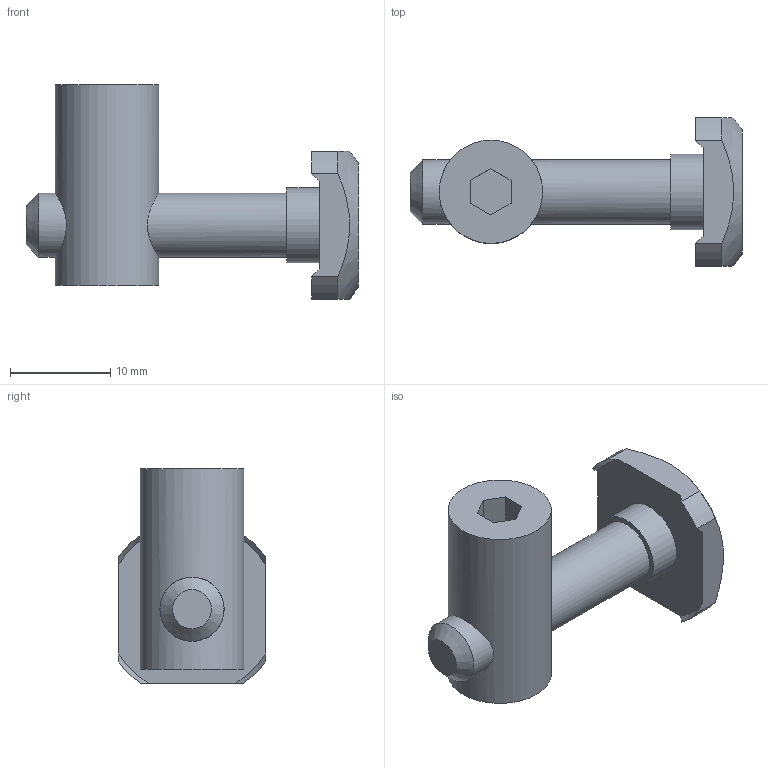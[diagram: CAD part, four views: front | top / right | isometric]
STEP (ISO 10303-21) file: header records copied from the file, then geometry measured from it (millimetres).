
FILE_DESCRIPTION(/* description */ (''),/* implementation_level */ '2;1');
FILE_NAME(/* name */ '128000',/* time_stamp */ '2014-10-06T12:09:45+02:00',/* author */ (''),/* organization */ (''),/* preprocessor_version */ 'ST-DEVELOPER v14',/* originating_system */ 'HiCAD 2013 1802.4 Build 509',/* authorisation */ '');
FILE_SCHEMA (('AUTOMOTIVE_DESIGN { 1 0 10303 214 1 1 1 1 }'));
Length unit declared in the file: millimetre
Products named in the file (2): Root; 128000Basisverbinding 8E / GV-0BOIKON
Assembly tree (1 placements, depth 2):
  Root
    128000Basisverbinding 8E / GV-0BOIKON
Bounding box: 33.1 x 14.75 x 21.38 mm (x, y, z)
Volume: 2965.1 mm3; surface area: 1821 mm2
Topology: 1 solids, 1 shells, 31 faces, 75 edges, 51 vertices
Faces by surface type: plane 17, cylinder 8, cone 6
Full cylindrical faces by diameter (mm): 6.4 x2, 7.5 x1, 10.3 x1
Entity records: 2854 total; most frequent: CARTESIAN_POINT 1476, DIRECTION 160, PRESENTATION_STYLE_ASSIGNMENT 129, COLOUR_RGB 129, DRAUGHTING_PRE_DEFINED_CURVE_FONT 128, CURVE_STYLE 128, OVER_RIDING_STYLED_ITEM 128, ORIENTED_EDGE 128
